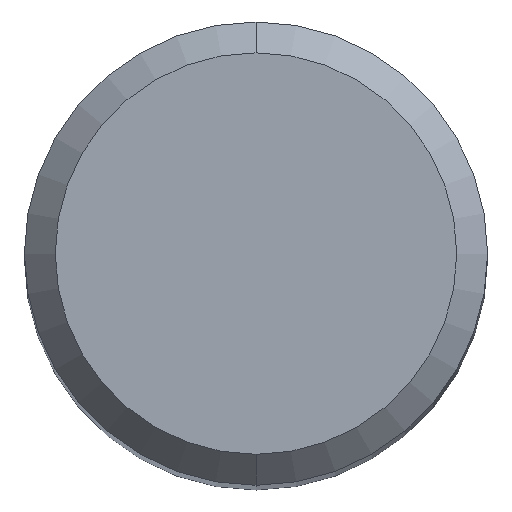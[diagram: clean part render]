
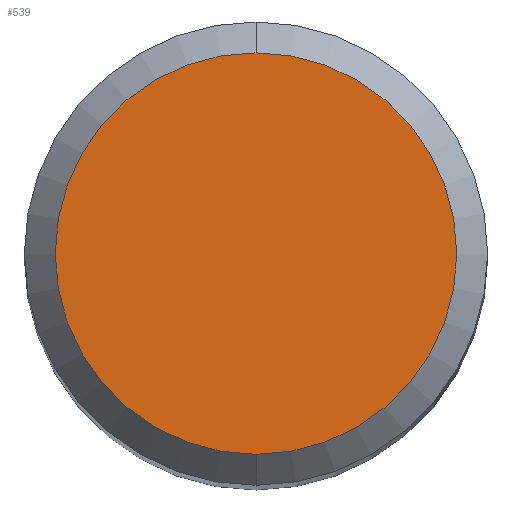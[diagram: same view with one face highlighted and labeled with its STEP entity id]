
A CAD part, top view. The second image highlights one B-rep face of the part: STEP entity #539.
In plain terms, the highlighted planar face has unit normal (0, 0, 1).
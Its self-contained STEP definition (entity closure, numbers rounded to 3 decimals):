
#501=EDGE_CURVE('',#999,#601,#1182,.T.);
#539=ADVANCED_FACE('',(#1224),#1225,.T.);
#601=VERTEX_POINT('',#1294);
#861=EDGE_CURVE('',#601,#999,#1574,.T.);
#999=VERTEX_POINT('',#1728);
#1182=CIRCLE('',#2145,2.6);
#1224=FACE_OUTER_BOUND('',#2242,.T.);
#1225=PLANE('',#2243);
#1294=CARTESIAN_POINT('',(0.0,2.6,0.0));
#1574=CIRCLE('',#3256,2.6);
#1728=CARTESIAN_POINT('',(0.,-2.6,0.0));
#2145=AXIS2_PLACEMENT_3D('',#4118,#4119,#4120);
#2242=EDGE_LOOP('',(#4164,#4165));
#2243=AXIS2_PLACEMENT_3D('',#4166,#4167,#4168);
#3256=AXIS2_PLACEMENT_3D('',#4548,#4549,#4550);
#4118=CARTESIAN_POINT('',(0.0,0.0,0.0));
#4119=DIRECTION('',(0.0,0.0,-1.0));
#4120=DIRECTION('',(0.0,1.0,0.0));
#4164=ORIENTED_EDGE('',*,*,#861,.F.);
#4165=ORIENTED_EDGE('',*,*,#501,.F.);
#4166=CARTESIAN_POINT('',(0.0,1.3,0.0));
#4167=DIRECTION('',(-0.0,0.0,1.0));
#4168=DIRECTION('',(0.0,-1.0,0.0));
#4548=CARTESIAN_POINT('',(0.0,0.0,0.0));
#4549=DIRECTION('',(0.0,0.0,-1.0));
#4550=DIRECTION('',(0.0,1.0,0.0));
